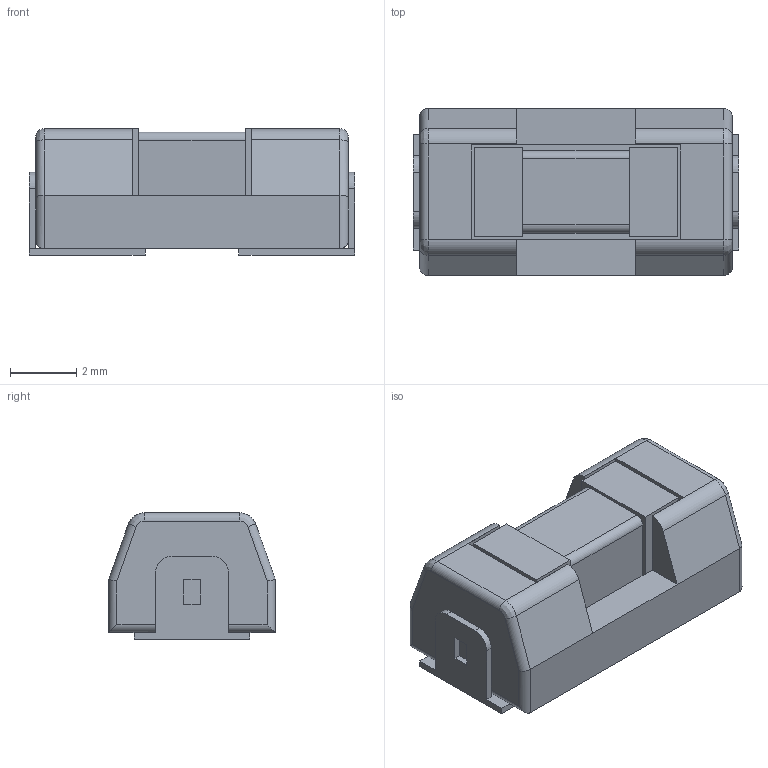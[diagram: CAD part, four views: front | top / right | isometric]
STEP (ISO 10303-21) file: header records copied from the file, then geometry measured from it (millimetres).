
FILE_DESCRIPTION(('FreeCAD Model'),'2;1');
FILE_NAME('EE77C495-92AD-496C-97A2-2AFF9108C958.step','2017-02-27T12:57:35',( 'kicad StepUp'),('ksu MCAD'),'Open CASCADE STEP processor 6.8', 'FreeCAD','Unknown');
FILE_SCHEMA(('AUTOMOTIVE_DESIGN_CC2 { 1 2 10303 214 -1 1 5 4 }'));
Length unit declared in the file: millimetre
Products named in the file (1): EE77C495-92AD-496C-97A2-2AFF9108C958
Bounding box: 9.83 x 5.03 x 3.81 mm (x, y, z)
Volume: 145.1 mm3; surface area: 290.5 mm2
Topology: 1 solids, 1 shells, 94 faces, 244 edges, 152 vertices
Faces by surface type: plane 66, cylinder 24, bspline 4
Entity records: 3536 total; most frequent: CARTESIAN_POINT 589, ORIENTED_EDGE 488, DIRECTION 446, EDGE_CURVE 244, LINE 200, VECTOR 200, VERTEX_POINT 152, AXIS2_PLACEMENT_3D 123
